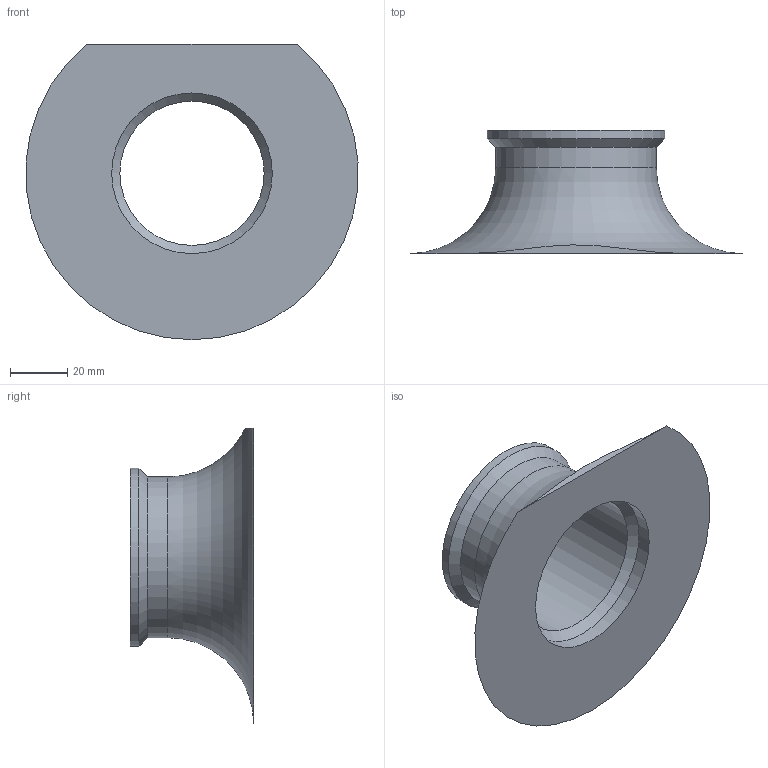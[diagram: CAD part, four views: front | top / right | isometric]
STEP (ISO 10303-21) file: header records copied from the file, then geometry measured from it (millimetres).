
FILE_DESCRIPTION(/* description */ (''),/* implementation_level */ '2;1');
FILE_NAME(/* name */ '9971e80a-448e-460e-8442-6bc840600c49.stp',/* time_stamp */ '2019-05-17T14:19:20+00:00',/* author */ (''),/* organization */ (''),/* preprocessor_version */ 'ST-DEVELOPER v18',/* originating_system */ 'Autodesk Translation Framework v8.2.0.1029',/* authorisation */ '');
FILE_SCHEMA (('AUTOMOTIVE_DESIGN { 1 0 10303 214 3 1 1 }'));
Length unit declared in the file: millimetre
Products named in the file (2): EchoSounderSylinder; Component2
Assembly tree (1 placements, depth 2):
  EchoSounderSylinder
    Component2
Bounding box: 115.73 x 43 x 102.97 mm (x, y, z)
Volume: 61601.8 mm3; surface area: 29156 mm2
Topology: 1 solids, 1 shells, 10 faces, 21 edges, 13 vertices
Faces by surface type: cylinder 4, plane 3, cone 2, torus 1
Full cylindrical faces by diameter (mm): 50.3 x1, 56 x2, 62 x1
Entity records: 351 total; most frequent: CARTESIAN_POINT 69, DIRECTION 59, ORIENTED_EDGE 42, AXIS2_PLACEMENT_3D 26, EDGE_CURVE 21, CIRCLE 13, VERTEX_POINT 13, EDGE_LOOP 12
